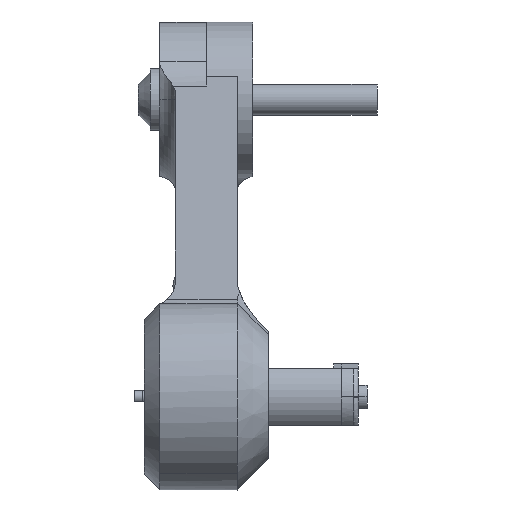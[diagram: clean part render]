
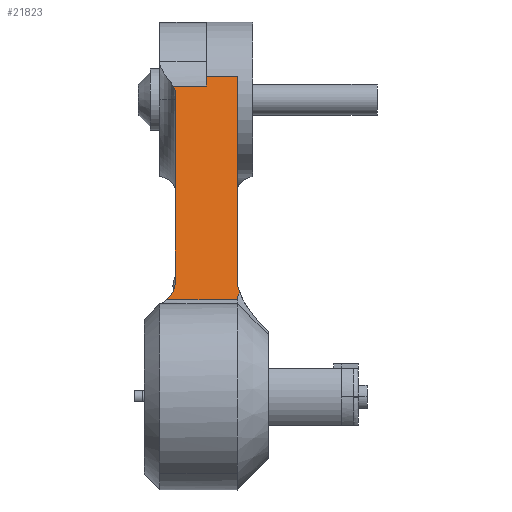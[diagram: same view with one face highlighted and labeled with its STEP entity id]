
A CAD part, front view. The second image highlights one B-rep face of the part: STEP entity #21823.
In plain terms, the highlighted planar face has unit normal (0, -0.476, 0.879).
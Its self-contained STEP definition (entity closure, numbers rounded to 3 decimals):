
#21181=CARTESIAN_POINT('',(607.149,955.447,135.688));
#21182=VERTEX_POINT('',#21181);
#21190=CARTESIAN_POINT('',(617.149,955.447,135.688));
#21191=VERTEX_POINT('',#21190);
#21192=CARTESIAN_POINT('',(617.149,955.447,135.688));
#21193=DIRECTION('',(-1.,0.,0.));
#21194=VECTOR('',#21193,10.);
#21195=LINE('',#21192,#21194);
#21196=EDGE_CURVE('',#21191,#21182,#21195,.T.);
#21720=CARTESIAN_POINT('',(617.149,887.789,99.052));
#21721=DIRECTION('',(0.,0.476,-0.879));
#21722=DIRECTION('',(0.,-0.879,-0.476));
#21723=AXIS2_PLACEMENT_3D('',#21720,#21721,#21722);
#21724=PLANE('',#21723);
#21725=CARTESIAN_POINT('',(617.149,832.219,68.962));
#21726=VERTEX_POINT('',#21725);
#21727=CARTESIAN_POINT('',(617.874,827.09,66.184));
#21728=VERTEX_POINT('',#21727);
#21729=CARTESIAN_POINT('',(617.149,832.219,68.962));
#21730=CARTESIAN_POINT('',(617.149,831.351,68.492));
#21731=CARTESIAN_POINT('',(617.212,830.49,68.025));
#21732=CARTESIAN_POINT('',(617.333,829.635,67.562));
#21733=CARTESIAN_POINT('',(617.454,828.78,67.1));
#21734=CARTESIAN_POINT('',(617.635,827.932,66.64));
#21735=CARTESIAN_POINT('',(617.874,827.09,66.184));
#21736=B_SPLINE_CURVE_WITH_KNOTS('',3,(#21729,#21730,#21731,#21732,#21733,#21734,#21735),.UNSPECIFIED.,.F.,.F.,(4,3,4),(0.,0.003,0.006),.UNSPECIFIED.);
#21737=EDGE_CURVE('',#21726,#21728,#21736,.T.);
#21738=ORIENTED_EDGE('',*,*,#21737,.F.);
#21739=CARTESIAN_POINT('',(617.149,832.219,68.962));
#21740=DIRECTION('',(0.,0.879,0.476));
#21741=VECTOR('',#21740,140.133);
#21742=LINE('',#21739,#21741);
#21743=EDGE_CURVE('',#21726,#21191,#21742,.T.);
#21744=ORIENTED_EDGE('',*,*,#21743,.T.);
#21745=ORIENTED_EDGE('',*,*,#21196,.T.);
#21746=CARTESIAN_POINT('',(607.149,949.507,132.472));
#21747=VERTEX_POINT('',#21746);
#21748=CARTESIAN_POINT('',(607.149,949.507,132.472));
#21749=DIRECTION('',(-0.,0.879,0.476));
#21750=VECTOR('',#21749,6.755);
#21751=LINE('',#21748,#21750);
#21752=EDGE_CURVE('',#21747,#21182,#21751,.T.);
#21753=ORIENTED_EDGE('',*,*,#21752,.F.);
#21754=CARTESIAN_POINT('',(596.488,949.507,132.472));
#21755=VERTEX_POINT('',#21754);
#21756=CARTESIAN_POINT('',(596.488,949.507,132.472));
#21757=DIRECTION('',(1.,0.,-0.));
#21758=VECTOR('',#21757,10.662);
#21759=LINE('',#21756,#21758);
#21760=EDGE_CURVE('',#21755,#21747,#21759,.T.);
#21761=ORIENTED_EDGE('',*,*,#21760,.F.);
#21762=CARTESIAN_POINT('',(597.149,945.691,130.405));
#21763=VERTEX_POINT('',#21762);
#21764=CARTESIAN_POINT('',(597.149,945.691,130.405));
#21765=CARTESIAN_POINT('',(597.149,946.342,130.758));
#21766=CARTESIAN_POINT('',(597.091,946.985,131.106));
#21767=CARTESIAN_POINT('',(596.98,947.621,131.45));
#21768=CARTESIAN_POINT('',(596.869,948.257,131.795));
#21769=CARTESIAN_POINT('',(596.705,948.885,132.135));
#21770=CARTESIAN_POINT('',(596.488,949.507,132.472));
#21771=B_SPLINE_CURVE_WITH_KNOTS('',3,(#21764,#21765,#21766,#21767,#21768,#21769,#21770),.UNSPECIFIED.,.F.,.F.,(4,3,4),(0.,0.002,0.004),.UNSPECIFIED.);
#21772=EDGE_CURVE('',#21763,#21755,#21771,.T.);
#21773=ORIENTED_EDGE('',*,*,#21772,.F.);
#21774=CARTESIAN_POINT('',(597.149,832.219,68.962));
#21775=VERTEX_POINT('',#21774);
#21776=CARTESIAN_POINT('',(597.149,832.219,68.962));
#21777=DIRECTION('',(-0.,0.879,0.476));
#21778=VECTOR('',#21777,129.04);
#21779=LINE('',#21776,#21778);
#21780=EDGE_CURVE('',#21775,#21763,#21779,.T.);
#21781=ORIENTED_EDGE('',*,*,#21780,.F.);
#21782=CARTESIAN_POINT('',(594.369,822.311,63.597));
#21783=VERTEX_POINT('',#21782);
#21784=CARTESIAN_POINT('',(594.369,822.311,63.597));
#21785=CARTESIAN_POINT('',(594.821,823.079,64.013));
#21786=CARTESIAN_POINT('',(595.217,823.863,64.437));
#21787=CARTESIAN_POINT('',(595.56,824.661,64.869));
#21788=CARTESIAN_POINT('',(595.903,825.46,65.302));
#21789=CARTESIAN_POINT('',(596.193,826.274,65.742));
#21790=CARTESIAN_POINT('',(596.428,827.103,66.191));
#21791=CARTESIAN_POINT('',(596.546,827.517,66.416));
#21792=CARTESIAN_POINT('',(596.649,827.935,66.642));
#21793=CARTESIAN_POINT('',(596.739,828.358,66.871));
#21794=CARTESIAN_POINT('',(596.829,828.78,67.1));
#21795=CARTESIAN_POINT('',(596.905,829.208,67.331));
#21796=CARTESIAN_POINT('',(596.966,829.636,67.563));
#21797=CARTESIAN_POINT('',(597.087,830.493,68.027));
#21798=CARTESIAN_POINT('',(597.149,831.354,68.494));
#21799=CARTESIAN_POINT('',(597.149,832.219,68.962));
#21800=B_SPLINE_CURVE_WITH_KNOTS('',3,(#21784,#21785,#21786,#21787,#21788,#21789,#21790,#21791,#21792,#21793,#21794,#21795,#21796,#21797,#21798,#21799),.UNSPECIFIED.,.F.,.F.,(4,3,3,3,3,4),(0.,0.003,0.006,0.007,0.009,0.012),.UNSPECIFIED.);
#21801=EDGE_CURVE('',#21783,#21775,#21800,.T.);
#21802=ORIENTED_EDGE('',*,*,#21801,.F.);
#21803=CARTESIAN_POINT('',(617.149,822.311,63.597));
#21804=VERTEX_POINT('',#21803);
#21805=CARTESIAN_POINT('',(617.149,822.311,63.597));
#21806=DIRECTION('',(-1.,-0.,0.));
#21807=VECTOR('',#21806,22.78);
#21808=LINE('',#21805,#21807);
#21809=EDGE_CURVE('',#21804,#21783,#21808,.T.);
#21810=ORIENTED_EDGE('',*,*,#21809,.F.);
#21811=CARTESIAN_POINT('',(617.874,827.09,66.184));
#21812=CARTESIAN_POINT('',(617.641,826.307,65.76));
#21813=CARTESIAN_POINT('',(617.459,825.517,65.333));
#21814=CARTESIAN_POINT('',(617.336,824.721,64.902));
#21815=CARTESIAN_POINT('',(617.213,823.925,64.471));
#21816=CARTESIAN_POINT('',(617.149,823.122,64.036));
#21817=CARTESIAN_POINT('',(617.149,822.311,63.597));
#21818=B_SPLINE_CURVE_WITH_KNOTS('',3,(#21811,#21812,#21813,#21814,#21815,#21816,#21817),.UNSPECIFIED.,.F.,.F.,(4,3,4),(0.,0.003,0.005),.UNSPECIFIED.);
#21819=EDGE_CURVE('',#21728,#21804,#21818,.T.);
#21820=ORIENTED_EDGE('',*,*,#21819,.F.);
#21821=EDGE_LOOP('',(#21738,#21744,#21745,#21753,#21761,#21773,#21781,#21802,#21810,#21820));
#21822=FACE_BOUND('',#21821,.T.);
#21823=ADVANCED_FACE('',(#21822),#21724,.F.);
